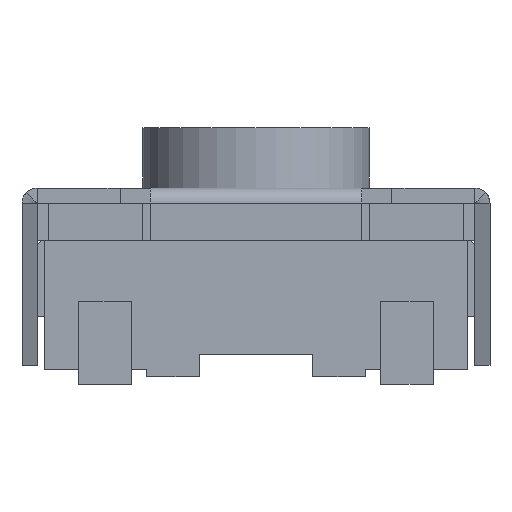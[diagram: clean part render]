
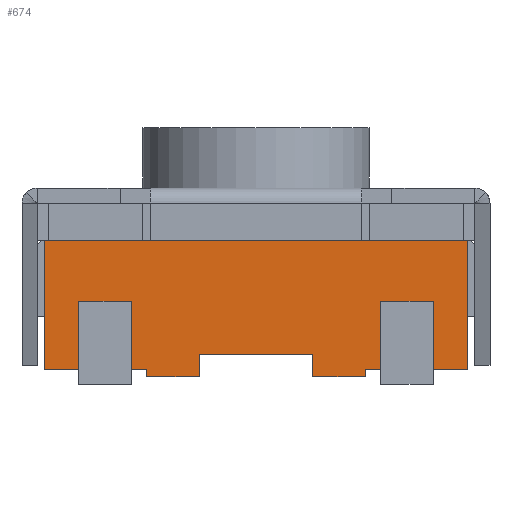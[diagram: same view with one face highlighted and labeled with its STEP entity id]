
A CAD part, left-side view. The second image highlights one B-rep face of the part: STEP entity #674.
In plain terms, the highlighted planar face has unit normal (-1, 0, 0).
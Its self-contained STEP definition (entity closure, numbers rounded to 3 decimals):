
#674 = ADVANCED_FACE( '', ( #1330, #1331, #1332 ), #1333, .F. );
#1330 = FACE_BOUND( '', #2016, .T. );
#1331 = FACE_OUTER_BOUND( '', #2017, .T. );
#1332 = FACE_BOUND( '', #2018, .T. );
#1333 = PLANE( '', #2019 );
#2016 = EDGE_LOOP( '', ( #3709, #3710, #3711, #3712 ) );
#2017 = EDGE_LOOP( '', ( #3713, #3714, #3715, #3716, #3717, #3718, #3719, #3720, #3721, #3722, #3723, #3724 ) );
#2018 = EDGE_LOOP( '', ( #3725, #3726, #3727, #3728 ) );
#2019 = AXIS2_PLACEMENT_3D( '', #3729, #3730, #3731 );
#3709 = ORIENTED_EDGE( '', *, *, #4166, .T. );
#3710 = ORIENTED_EDGE( '', *, *, #4339, .T. );
#3711 = ORIENTED_EDGE( '', *, *, #4679, .F. );
#3712 = ORIENTED_EDGE( '', *, *, #4598, .F. );
#3713 = ORIENTED_EDGE( '', *, *, #4602, .F. );
#3714 = ORIENTED_EDGE( '', *, *, #4701, .T. );
#3715 = ORIENTED_EDGE( '', *, *, #4099, .T. );
#3716 = ORIENTED_EDGE( '', *, *, #4503, .F. );
#3717 = ORIENTED_EDGE( '', *, *, #4588, .T. );
#3718 = ORIENTED_EDGE( '', *, *, #4699, .T. );
#3719 = ORIENTED_EDGE( '', *, *, #4222, .T. );
#3720 = ORIENTED_EDGE( '', *, *, #4548, .F. );
#3721 = ORIENTED_EDGE( '', *, *, #4543, .T. );
#3722 = ORIENTED_EDGE( '', *, *, #4706, .F. );
#3723 = ORIENTED_EDGE( '', *, *, #4252, .F. );
#3724 = ORIENTED_EDGE( '', *, *, #4203, .T. );
#3725 = ORIENTED_EDGE( '', *, *, #4707, .T. );
#3726 = ORIENTED_EDGE( '', *, *, #4151, .T. );
#3727 = ORIENTED_EDGE( '', *, *, #4004, .F. );
#3728 = ORIENTED_EDGE( '', *, *, #4670, .F. );
#3729 = CARTESIAN_POINT( '', ( -3.1, 2.8, 1.8 ) );
#3730 = DIRECTION( '', ( 1., 0., 0. ) );
#3731 = DIRECTION( '', ( 0., 1., 0. ) );
#4004 = EDGE_CURVE( '', #4751, #4753, #4754, .T. );
#4099 = EDGE_CURVE( '', #4924, #4925, #4926, .T. );
#4151 = EDGE_CURVE( '', #5015, #4753, #5016, .T. );
#4166 = EDGE_CURVE( '', #5039, #5040, #5041, .T. );
#4203 = EDGE_CURVE( '', #5101, #5098, #5102, .T. );
#4222 = EDGE_CURVE( '', #5133, #5131, #5134, .T. );
#4252 = EDGE_CURVE( '', #5101, #5186, #5187, .T. );
#4339 = EDGE_CURVE( '', #5040, #5316, #5319, .T. );
#4503 = EDGE_CURVE( '', #5543, #4925, #5545, .T. );
#4543 = EDGE_CURVE( '', #5599, #5597, #5600, .T. );
#4548 = EDGE_CURVE( '', #5599, #5131, #5606, .T. );
#4588 = EDGE_CURVE( '', #5543, #5655, #5657, .T. );
#4598 = EDGE_CURVE( '', #5039, #5668, #5670, .T. );
#4602 = EDGE_CURVE( '', #5674, #5098, #5676, .T. );
#4670 = EDGE_CURVE( '', #5756, #4751, #5758, .T. );
#4679 = EDGE_CURVE( '', #5668, #5316, #5770, .T. );
#4699 = EDGE_CURVE( '', #5655, #5133, #5792, .T. );
#4701 = EDGE_CURVE( '', #5674, #4924, #5794, .T. );
#4706 = EDGE_CURVE( '', #5186, #5597, #5799, .T. );
#4707 = EDGE_CURVE( '', #5756, #5015, #5800, .T. );
#4751 = VERTEX_POINT( '', #5845 );
#4753 = VERTEX_POINT( '', #5848 );
#4754 = LINE( '', #5849, #5850 );
#4924 = VERTEX_POINT( '', #6090 );
#4925 = VERTEX_POINT( '', #6091 );
#4926 = LINE( '', #6092, #6093 );
#5015 = VERTEX_POINT( '', #6227 );
#5016 = LINE( '', #6228, #6229 );
#5039 = VERTEX_POINT( '', #6261 );
#5040 = VERTEX_POINT( '', #6262 );
#5041 = LINE( '', #6263, #6264 );
#5098 = VERTEX_POINT( '', #6347 );
#5101 = VERTEX_POINT( '', #6351 );
#5102 = LINE( '', #6352, #6353 );
#5131 = VERTEX_POINT( '', #6397 );
#5133 = VERTEX_POINT( '', #6400 );
#5134 = LINE( '', #6401, #6402 );
#5186 = VERTEX_POINT( '', #6478 );
#5187 = LINE( '', #6479, #6480 );
#5316 = VERTEX_POINT( '', #6669 );
#5319 = LINE( '', #6673, #6674 );
#5543 = VERTEX_POINT( '', #7012 );
#5545 = LINE( '', #7015, #7016 );
#5597 = VERTEX_POINT( '', #7089 );
#5599 = VERTEX_POINT( '', #7092 );
#5600 = LINE( '', #7093, #7094 );
#5606 = LINE( '', #7103, #7104 );
#5655 = VERTEX_POINT( '', #7173 );
#5657 = LINE( '', #7176, #7177 );
#5668 = VERTEX_POINT( '', #7193 );
#5670 = LINE( '', #7196, #7197 );
#5674 = VERTEX_POINT( '', #7202 );
#5676 = LINE( '', #7205, #7206 );
#5756 = VERTEX_POINT( '', #7319 );
#5758 = LINE( '', #7322, #7323 );
#5770 = LINE( '', #7340, #7341 );
#5792 = LINE( '', #7372, #7373 );
#5794 = LINE( '', #7375, #7376 );
#5799 = LINE( '', #7383, #7384 );
#5800 = LINE( '', #7385, #7386 );
#5845 = CARTESIAN_POINT( '', ( -3.1, 2.35, 1. ) );
#5848 = CARTESIAN_POINT( '', ( -3.1, 2.35, 0.8 ) );
#5849 = CARTESIAN_POINT( '', ( -3.1, 2.35, 1. ) );
#5850 = VECTOR( '', #7442, 1000. );
#6090 = CARTESIAN_POINT( '', ( -3.1, 1.45, 0. ) );
#6091 = CARTESIAN_POINT( '', ( -3.1, 0.75, 0. ) );
#6092 = CARTESIAN_POINT( '', ( -3.1, 2.8, 0. ) );
#6093 = VECTOR( '', #7537, 1000. );
#6227 = CARTESIAN_POINT( '', ( -3.1, 1.65, 0.8 ) );
#6228 = CARTESIAN_POINT( '', ( -3.1, 1.65, 0.8 ) );
#6229 = VECTOR( '', #7586, 1000. );
#6261 = CARTESIAN_POINT( '', ( -3.1, -1.65, 0.8 ) );
#6262 = CARTESIAN_POINT( '', ( -3.1, -1.65, 1. ) );
#6263 = CARTESIAN_POINT( '', ( -3.1, -1.65, 0.8 ) );
#6264 = VECTOR( '', #7605, 1000. );
#6347 = CARTESIAN_POINT( '', ( -3.1, 2.8, 0.1 ) );
#6351 = CARTESIAN_POINT( '', ( -3.1, 2.8, 1.8 ) );
#6352 = CARTESIAN_POINT( '', ( -3.1, 2.8, 1.8 ) );
#6353 = VECTOR( '', #7639, 1000. );
#6397 = CARTESIAN_POINT( '', ( -3.1, -1.45, 0. ) );
#6400 = CARTESIAN_POINT( '', ( -3.1, -0.75, 0. ) );
#6401 = CARTESIAN_POINT( '', ( -3.1, 2.8, 0. ) );
#6402 = VECTOR( '', #7656, 1000. );
#6478 = CARTESIAN_POINT( '', ( -3.1, -2.8, 1.8 ) );
#6479 = CARTESIAN_POINT( '', ( -3.1, 2.8, 1.8 ) );
#6480 = VECTOR( '', #7687, 1000. );
#6669 = CARTESIAN_POINT( '', ( -3.1, -2.35, 1. ) );
#6673 = CARTESIAN_POINT( '', ( -3.1, -1.65, 1. ) );
#6674 = VECTOR( '', #7764, 1000. );
#7012 = CARTESIAN_POINT( '', ( -3.1, 0.75, 0.3 ) );
#7015 = CARTESIAN_POINT( '', ( -3.1, 0.75, 0.3 ) );
#7016 = VECTOR( '', #7895, 1000. );
#7089 = CARTESIAN_POINT( '', ( -3.1, -2.8, 0.1 ) );
#7092 = CARTESIAN_POINT( '', ( -3.1, -1.45, 0.1 ) );
#7093 = CARTESIAN_POINT( '', ( -3.1, -1.45, 0.1 ) );
#7094 = VECTOR( '', #7927, 1000. );
#7103 = CARTESIAN_POINT( '', ( -3.1, -1.45, 0.1 ) );
#7104 = VECTOR( '', #7931, 1000. );
#7173 = CARTESIAN_POINT( '', ( -3.1, -0.75, 0.3 ) );
#7176 = CARTESIAN_POINT( '', ( -3.1, 0.75, 0.3 ) );
#7177 = VECTOR( '', #7965, 1000. );
#7193 = CARTESIAN_POINT( '', ( -3.1, -2.35, 0.8 ) );
#7196 = CARTESIAN_POINT( '', ( -3.1, -1.65, 0.8 ) );
#7197 = VECTOR( '', #7972, 1000. );
#7202 = CARTESIAN_POINT( '', ( -3.1, 1.45, 0.1 ) );
#7205 = CARTESIAN_POINT( '', ( -3.1, 1.45, 0.1 ) );
#7206 = VECTOR( '', #7975, 1000. );
#7319 = CARTESIAN_POINT( '', ( -3.1, 1.65, 1. ) );
#7322 = CARTESIAN_POINT( '', ( -3.1, 1.65, 1. ) );
#7323 = VECTOR( '', #8028, 1000. );
#7340 = CARTESIAN_POINT( '', ( -3.1, -2.35, 0.8 ) );
#7341 = VECTOR( '', #8034, 1000. );
#7372 = CARTESIAN_POINT( '', ( -3.1, -0.75, 0.3 ) );
#7373 = VECTOR( '', #8044, 1000. );
#7375 = CARTESIAN_POINT( '', ( -3.1, 1.45, 0.1 ) );
#7376 = VECTOR( '', #8045, 1000. );
#7383 = CARTESIAN_POINT( '', ( -3.1, -2.8, 1.8 ) );
#7384 = VECTOR( '', #8048, 1000. );
#7385 = CARTESIAN_POINT( '', ( -3.1, 1.65, 1. ) );
#7386 = VECTOR( '', #8049, 1000. );
#7442 = DIRECTION( '', ( 0., 0., -1. ) );
#7537 = DIRECTION( '', ( 0., -1., 0. ) );
#7586 = DIRECTION( '', ( 0., 1., 0. ) );
#7605 = DIRECTION( '', ( 0., 0., 1. ) );
#7639 = DIRECTION( '', ( 0., 0., -1. ) );
#7656 = DIRECTION( '', ( 0., -1., 0. ) );
#7687 = DIRECTION( '', ( 0., -1., 0. ) );
#7764 = DIRECTION( '', ( 0., -1., 0. ) );
#7895 = DIRECTION( '', ( 0., 0., -1. ) );
#7927 = DIRECTION( '', ( 0., -1., 0. ) );
#7931 = DIRECTION( '', ( 0., 0., -1. ) );
#7965 = DIRECTION( '', ( 0., -1., 0. ) );
#7972 = DIRECTION( '', ( 0., -1., 0. ) );
#7975 = DIRECTION( '', ( 0., 1., 0. ) );
#8028 = DIRECTION( '', ( 0., 1., 0. ) );
#8034 = DIRECTION( '', ( 0., 0., 1. ) );
#8044 = DIRECTION( '', ( 0., 0., -1. ) );
#8045 = DIRECTION( '', ( 0., 0., -1. ) );
#8048 = DIRECTION( '', ( 0., 0., -1. ) );
#8049 = DIRECTION( '', ( 0., 0., -1. ) );
